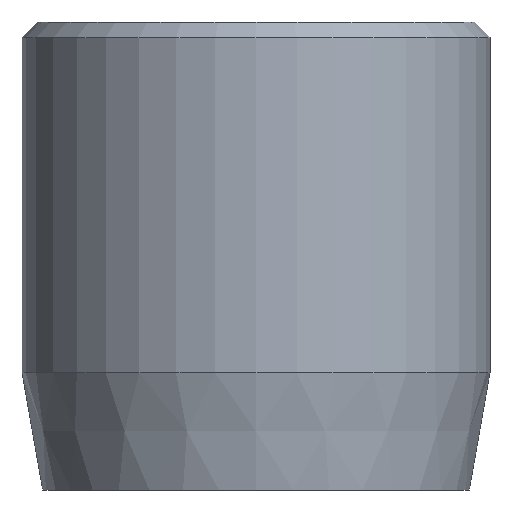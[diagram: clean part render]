
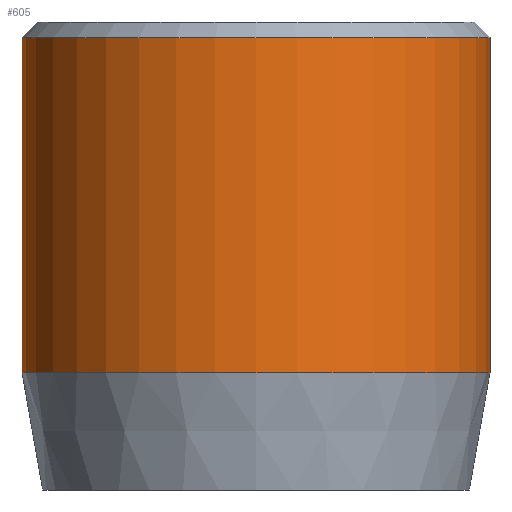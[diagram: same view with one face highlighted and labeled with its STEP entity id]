
A CAD part, front view. The second image highlights one B-rep face of the part: STEP entity #605.
In plain terms, the highlighted cylindrical face has radius 3 mm (diameter 6 mm), a partial arc.
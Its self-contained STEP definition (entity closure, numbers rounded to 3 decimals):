
#16 = LINE ( 'NONE', #250, #975 ) ;
#32 = EDGE_CURVE ( 'NONE', #922, #615, #112, .T. ) ;
#45 = DIRECTION ( 'NONE',  ( 0., 0., -1. ) ) ;
#112 = LINE ( 'NONE', #604, #815 ) ;
#142 = CYLINDRICAL_SURFACE ( 'NONE', #276, 3. ) ;
#146 = CARTESIAN_POINT ( 'NONE',  ( 3., 0., 1.5 ) ) ;
#151 = CARTESIAN_POINT ( 'NONE',  ( 3., 0., 5.8 ) ) ;
#181 = DIRECTION ( 'NONE',  ( 1., 0., 0. ) ) ;
#189 = DIRECTION ( 'NONE',  ( 0., 0., -1. ) ) ;
#191 = EDGE_LOOP ( 'NONE', ( #1096, #897, #795, #413 ) ) ;
#196 = AXIS2_PLACEMENT_3D ( 'NONE', #1061, #548, #1145 ) ;
#250 = CARTESIAN_POINT ( 'NONE',  ( 3., 0., 6. ) ) ;
#276 = AXIS2_PLACEMENT_3D ( 'NONE', #1049, #1009, #1088 ) ;
#292 = CARTESIAN_POINT ( 'NONE',  ( 0., 0., 5.8 ) ) ;
#413 = ORIENTED_EDGE ( 'NONE', *, *, #981, .T. ) ;
#453 = CIRCLE ( 'NONE', #933, 3. ) ;
#496 = CIRCLE ( 'NONE', #196, 3. ) ;
#525 = VERTEX_POINT ( 'NONE', #146 ) ;
#548 = DIRECTION ( 'NONE',  ( 0., 0., 1. ) ) ;
#604 = CARTESIAN_POINT ( 'NONE',  ( -3., 0., 6. ) ) ;
#605 = ADVANCED_FACE ( 'NONE', ( #644 ), #142, .T. ) ;
#607 = DIRECTION ( 'NONE',  ( 0., 0., -1. ) ) ;
#615 = VERTEX_POINT ( 'NONE', #959 ) ;
#644 = FACE_OUTER_BOUND ( 'NONE', #191, .T. ) ;
#761 = EDGE_CURVE ( 'NONE', #951, #922, #453, .T. ) ;
#795 = ORIENTED_EDGE ( 'NONE', *, *, #32, .T. ) ;
#815 = VECTOR ( 'NONE', #607, 1000. ) ;
#897 = ORIENTED_EDGE ( 'NONE', *, *, #761, .T. ) ;
#922 = VERTEX_POINT ( 'NONE', #1133 ) ;
#927 = EDGE_CURVE ( 'NONE', #951, #525, #16, .T. ) ;
#933 = AXIS2_PLACEMENT_3D ( 'NONE', #292, #189, #181 ) ;
#951 = VERTEX_POINT ( 'NONE', #151 ) ;
#959 = CARTESIAN_POINT ( 'NONE',  ( -3., 0., 1.5 ) ) ;
#975 = VECTOR ( 'NONE', #45, 1000. ) ;
#981 = EDGE_CURVE ( 'NONE', #615, #525, #496, .T. ) ;
#1009 = DIRECTION ( 'NONE',  ( 0., 0., -1. ) ) ;
#1049 = CARTESIAN_POINT ( 'NONE',  ( 0., 0., 6. ) ) ;
#1061 = CARTESIAN_POINT ( 'NONE',  ( 0., 0., 1.5 ) ) ;
#1088 = DIRECTION ( 'NONE',  ( -1., 0., 0. ) ) ;
#1096 = ORIENTED_EDGE ( 'NONE', *, *, #927, .F. ) ;
#1133 = CARTESIAN_POINT ( 'NONE',  ( -3., 0., 5.8 ) ) ;
#1145 = DIRECTION ( 'NONE',  ( 1., 0., 0. ) ) ;
